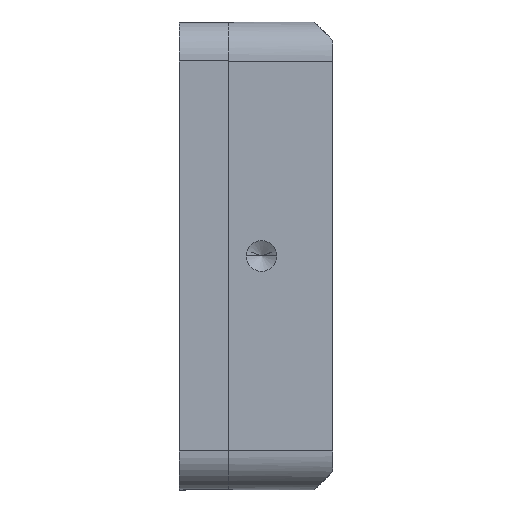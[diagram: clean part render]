
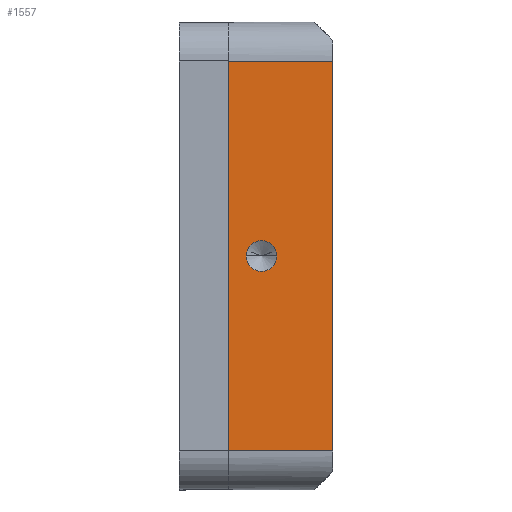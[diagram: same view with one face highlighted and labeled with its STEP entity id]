
A CAD part, left-side view. The second image highlights one B-rep face of the part: STEP entity #1557.
In plain terms, the highlighted planar face has unit normal (-1, 0, 0).
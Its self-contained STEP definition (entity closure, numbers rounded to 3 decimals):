
#75 = CARTESIAN_POINT ( 'NONE',  ( -59.05, -19.05, 8.5 ) ) ;
#122 = VERTEX_POINT ( 'NONE', #650 ) ;
#123 = VECTOR ( 'NONE', #965, 1000. ) ;
#184 = CARTESIAN_POINT ( 'NONE',  ( -59.05, 0., 4.55 ) ) ;
#210 = CIRCLE ( 'NONE', #2144, 1.25 ) ;
#331 = EDGE_CURVE ( 'NONE', #1404, #122, #510, .T. ) ;
#439 = DIRECTION ( 'NONE',  ( 0., 0., -1. ) ) ;
#510 = LINE ( 'NONE', #2264, #123 ) ;
#536 = EDGE_LOOP ( 'NONE', ( #706, #801, #2342, #2305 ) ) ;
#553 = VECTOR ( 'NONE', #439, 1000. ) ;
#600 = ORIENTED_EDGE ( 'NONE', *, *, #1989, .F. ) ;
#621 = DIRECTION ( 'NONE',  ( 0., -1., 0. ) ) ;
#650 = CARTESIAN_POINT ( 'NONE',  ( -59.05, -15.875, 8.5 ) ) ;
#688 = CARTESIAN_POINT ( 'NONE',  ( -59.05, 15.875, 0. ) ) ;
#706 = ORIENTED_EDGE ( 'NONE', *, *, #1825, .F. ) ;
#728 = PLANE ( 'NONE',  #1722 ) ;
#746 = VERTEX_POINT ( 'NONE', #2288 ) ;
#801 = ORIENTED_EDGE ( 'NONE', *, *, #2803, .T. ) ;
#965 = DIRECTION ( 'NONE',  ( 0., 0., 1. ) ) ;
#967 = VERTEX_POINT ( 'NONE', #184 ) ;
#971 = CARTESIAN_POINT ( 'NONE',  ( -59.05, -15.875, 0. ) ) ;
#1112 = CARTESIAN_POINT ( 'NONE',  ( -59.05, 15.875, 8.5 ) ) ;
#1175 = VECTOR ( 'NONE', #2448, 1000. ) ;
#1283 = EDGE_CURVE ( 'NONE', #967, #746, #1500, .T. ) ;
#1350 = VERTEX_POINT ( 'NONE', #1800 ) ;
#1372 = LINE ( 'NONE', #1112, #553 ) ;
#1382 = CARTESIAN_POINT ( 'NONE',  ( -59.05, -19.05, 0. ) ) ;
#1404 = VERTEX_POINT ( 'NONE', #971 ) ;
#1500 = CIRCLE ( 'NONE', #1963, 1.25 ) ;
#1528 = CARTESIAN_POINT ( 'NONE',  ( -59.05, -19.05, 8.5 ) ) ;
#1550 = EDGE_CURVE ( 'NONE', #2768, #1404, #1841, .T. ) ;
#1557 = ADVANCED_FACE ( 'NONE', ( #2044, #2278 ), #728, .F. ) ;
#1564 = DIRECTION ( 'NONE',  ( 0., 0., -1. ) ) ;
#1578 = DIRECTION ( 'NONE',  ( 0., 0., 1. ) ) ;
#1688 = EDGE_LOOP ( 'NONE', ( #600, #2143 ) ) ;
#1722 = AXIS2_PLACEMENT_3D ( 'NONE', #75, #1782, #1564 ) ;
#1782 = DIRECTION ( 'NONE',  ( 1., 0., 0. ) ) ;
#1800 = CARTESIAN_POINT ( 'NONE',  ( -59.05, 15.875, 8.5 ) ) ;
#1825 = EDGE_CURVE ( 'NONE', #1350, #122, #2815, .T. ) ;
#1841 = LINE ( 'NONE', #1382, #1175 ) ;
#1963 = AXIS2_PLACEMENT_3D ( 'NONE', #2259, #2686, #1985 ) ;
#1985 = DIRECTION ( 'NONE',  ( 0., 0., 1. ) ) ;
#1989 = EDGE_CURVE ( 'NONE', #746, #967, #210, .T. ) ;
#2044 = FACE_BOUND ( 'NONE', #1688, .T. ) ;
#2143 = ORIENTED_EDGE ( 'NONE', *, *, #1283, .F. ) ;
#2144 = AXIS2_PLACEMENT_3D ( 'NONE', #2478, #2491, #1578 ) ;
#2259 = CARTESIAN_POINT ( 'NONE',  ( -59.05, 0., 5.8 ) ) ;
#2264 = CARTESIAN_POINT ( 'NONE',  ( -59.05, -15.875, 8.5 ) ) ;
#2278 = FACE_OUTER_BOUND ( 'NONE', #536, .T. ) ;
#2288 = CARTESIAN_POINT ( 'NONE',  ( -59.05, 0., 7.05 ) ) ;
#2305 = ORIENTED_EDGE ( 'NONE', *, *, #331, .T. ) ;
#2342 = ORIENTED_EDGE ( 'NONE', *, *, #1550, .T. ) ;
#2448 = DIRECTION ( 'NONE',  ( 0., -1., 0. ) ) ;
#2460 = VECTOR ( 'NONE', #621, 1000. ) ;
#2478 = CARTESIAN_POINT ( 'NONE',  ( -59.05, 0., 5.8 ) ) ;
#2491 = DIRECTION ( 'NONE',  ( -1., 0., 0. ) ) ;
#2686 = DIRECTION ( 'NONE',  ( -1., 0., 0. ) ) ;
#2768 = VERTEX_POINT ( 'NONE', #688 ) ;
#2803 = EDGE_CURVE ( 'NONE', #1350, #2768, #1372, .T. ) ;
#2815 = LINE ( 'NONE', #1528, #2460 ) ;
